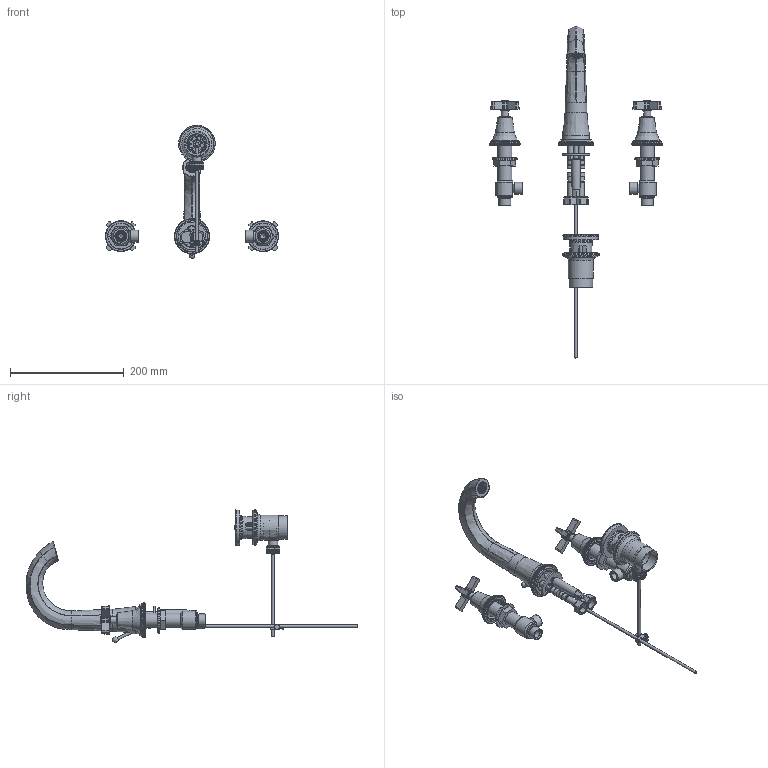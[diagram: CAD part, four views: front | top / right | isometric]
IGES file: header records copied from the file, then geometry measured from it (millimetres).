
Global section: file name: V616; native system: Autodesk Inventor 2018; preprocessor: unknown; author: aprice; date: 20190709.141500; units: millimetre
Bounding box: 304 x 583.54 x 234.19 mm (x, y, z)
Volume: 516374.2 mm3; surface area: 273915.2 mm2
Topology: 57 solids, 58 shells, 5246 faces, 13573 edges, 8660 vertices
Faces by surface type: bspline 5246
